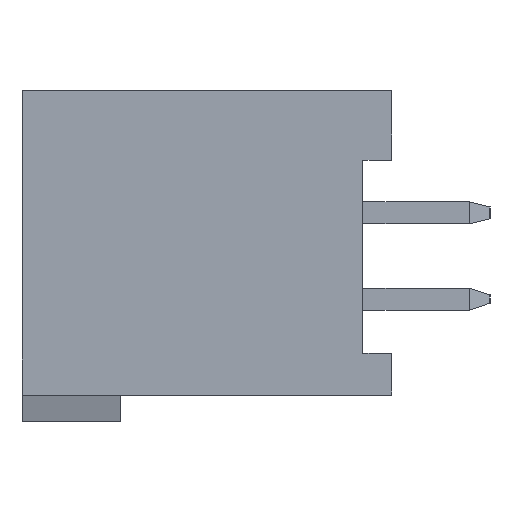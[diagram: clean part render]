
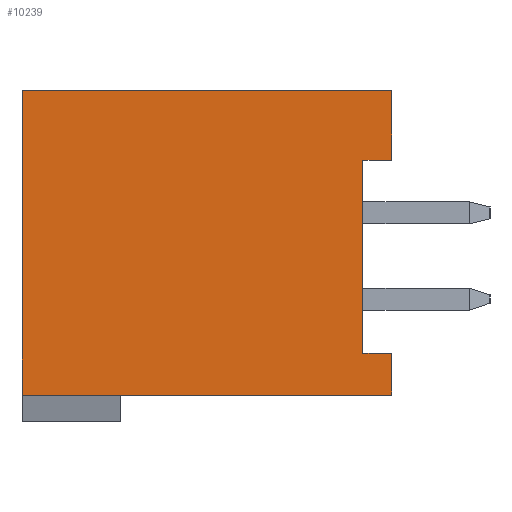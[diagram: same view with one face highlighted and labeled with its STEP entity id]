
A CAD part, left-side view. The second image highlights one B-rep face of the part: STEP entity #10239.
In plain terms, the highlighted planar face has unit normal (-1, 0, 0).
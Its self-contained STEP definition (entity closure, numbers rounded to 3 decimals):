
#1029=DIRECTION('',(0.,0.,1.));
#1030=VECTOR('',#1029,2.05);
#1031=CARTESIAN_POINT('',(-26.57,-5.45,2.825));
#1032=LINE('',#1031,#1030);
#1049=DIRECTION('',(0.,0.,1.));
#1050=VECTOR('',#1049,1.225);
#1051=CARTESIAN_POINT('',(-26.57,-5.45,-4.1));
#1052=LINE('',#1051,#1050);
#1073=DIRECTION('',(0.,-1.,0.));
#1074=VECTOR('',#1073,10.9);
#1075=CARTESIAN_POINT('',(-26.57,5.45,-4.1));
#1076=LINE('',#1075,#1074);
#1077=DIRECTION('',(0.,0.,1.));
#1078=VECTOR('',#1077,8.975);
#1079=CARTESIAN_POINT('',(-26.57,5.45,-4.1));
#1080=LINE('',#1079,#1078);
#1081=DIRECTION('',(0.,1.,0.));
#1082=VECTOR('',#1081,0.85);
#1083=CARTESIAN_POINT('',(-26.57,-5.45,2.825));
#1084=LINE('',#1083,#1082);
#1085=DIRECTION('',(0.,0.,1.));
#1086=VECTOR('',#1085,5.7);
#1087=CARTESIAN_POINT('',(-26.57,-4.6,-2.875));
#1088=LINE('',#1087,#1086);
#1089=DIRECTION('',(0.,1.,0.));
#1090=VECTOR('',#1089,0.85);
#1091=CARTESIAN_POINT('',(-26.57,-5.45,-2.875));
#1092=LINE('',#1091,#1090);
#1097=DIRECTION('',(0.,-1.,0.));
#1098=VECTOR('',#1097,10.9);
#1099=CARTESIAN_POINT('',(-26.57,5.45,4.875));
#1100=LINE('',#1099,#1098);
#7065=CARTESIAN_POINT('',(-26.57,5.45,4.875));
#7066=CARTESIAN_POINT('',(-26.57,-5.45,4.875));
#7067=VERTEX_POINT('',#7065);
#7068=VERTEX_POINT('',#7066);
#7085=CARTESIAN_POINT('',(-26.57,-5.45,-2.875));
#7086=CARTESIAN_POINT('',(-26.57,-4.6,-2.875));
#7087=VERTEX_POINT('',#7085);
#7088=VERTEX_POINT('',#7086);
#7089=CARTESIAN_POINT('',(-26.57,-4.6,2.825));
#7090=VERTEX_POINT('',#7089);
#7091=CARTESIAN_POINT('',(-26.57,-5.45,2.825));
#7092=VERTEX_POINT('',#7091);
#7179=CARTESIAN_POINT('',(-26.57,5.45,-4.1));
#7180=CARTESIAN_POINT('',(-26.57,-5.45,-4.1));
#7181=VERTEX_POINT('',#7179);
#7182=VERTEX_POINT('',#7180);
#10222=CARTESIAN_POINT('',(-26.57,5.45,-4.875));
#10223=DIRECTION('',(-1.,0.,0.));
#10224=DIRECTION('',(0.,-1.,0.));
#10225=AXIS2_PLACEMENT_3D('',#10222,#10223,#10224);
#10226=PLANE('',#10225);
#10227=ORIENTED_EDGE('',*,*,#9407,.F.);
#10228=ORIENTED_EDGE('',*,*,#9295,.T.);
#10230=ORIENTED_EDGE('',*,*,#10229,.T.);
#10231=ORIENTED_EDGE('',*,*,#10174,.F.);
#10232=ORIENTED_EDGE('',*,*,#9675,.T.);
#10233=ORIENTED_EDGE('',*,*,#9716,.F.);
#10235=ORIENTED_EDGE('',*,*,#10234,.F.);
#10236=ORIENTED_EDGE('',*,*,#10201,.F.);
#10237=EDGE_LOOP('',(#10227,#10228,#10230,#10231,#10232,#10233,#10235,#10236));
#10238=FACE_OUTER_BOUND('',#10237,.F.);
#10239=ADVANCED_FACE('',(#10238),#10226,.T.);
#9295=EDGE_CURVE('',#7181,#7067,#1080,.T.);
#9407=EDGE_CURVE('',#7181,#7182,#1076,.T.);
#9675=EDGE_CURVE('',#7092,#7090,#1084,.T.);
#9716=EDGE_CURVE('',#7088,#7090,#1088,.T.);
#10174=EDGE_CURVE('',#7092,#7068,#1032,.T.);
#10201=EDGE_CURVE('',#7182,#7087,#1052,.T.);
#10229=EDGE_CURVE('',#7067,#7068,#1100,.T.);
#10234=EDGE_CURVE('',#7087,#7088,#1092,.T.);
